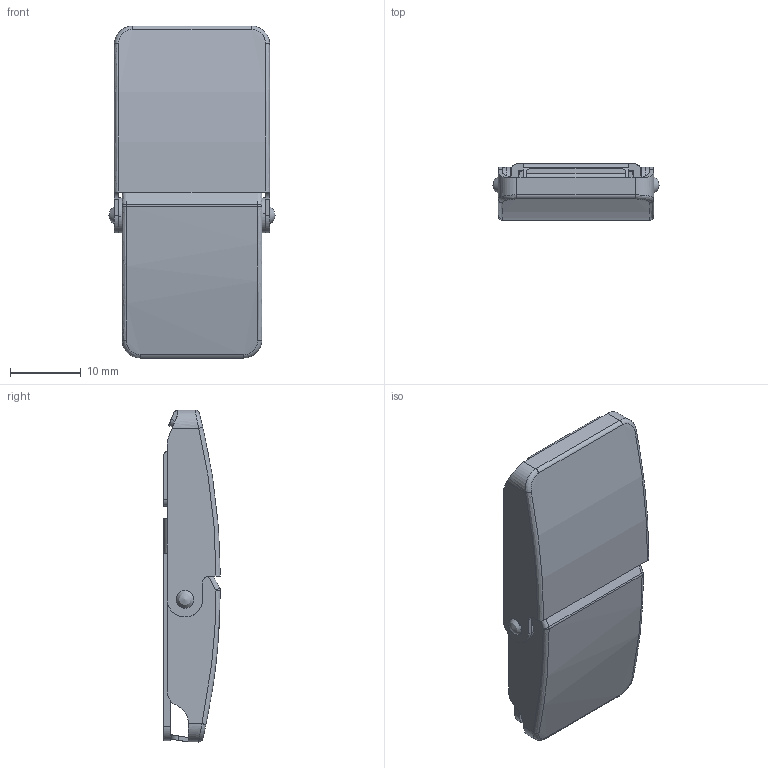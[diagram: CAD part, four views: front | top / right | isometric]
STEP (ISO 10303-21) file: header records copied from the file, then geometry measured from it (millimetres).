
FILE_DESCRIPTION((''),'2;1');
FILE_NAME('','2006-10-06T18:22:27',(''),(''),'','CADfix','');
FILE_SCHEMA(('AUTOMOTIVE_DESIGN'));
Length unit declared in the file: millimetre
Products named in the file (10): washer; shaft_B; shaft_A; rivet; lever; leaf spring; keeper; base; arm; TL_345_3_12798_36
Assembly tree (10 placements, depth 2):
  TL_345_3_12798_36
    washer  x2
    shaft_B
    shaft_A
    rivet
    lever
    leaf spring
    keeper
    base
    arm
Bounding box: 23.6 x 8 x 47 mm (x, y, z)
Volume: 2174.4 mm3; surface area: 6653.7 mm2
Topology: 10 solids, 10 shells, 218 faces, 648 edges, 453 vertices
Faces by surface type: bspline 218
Entity records: 8092 total; most frequent: CARTESIAN_POINT 4371, ORIENTED_EDGE 1256, EDGE_CURVE 628, VERTEX_POINT 437, QUASI_UNIFORM_CURVE 301, EDGE_LOOP 247, FACE_OUTER_BOUND 212, ADVANCED_FACE 212
